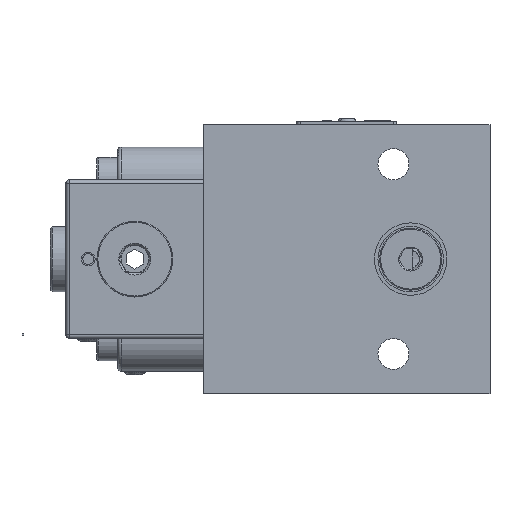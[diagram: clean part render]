
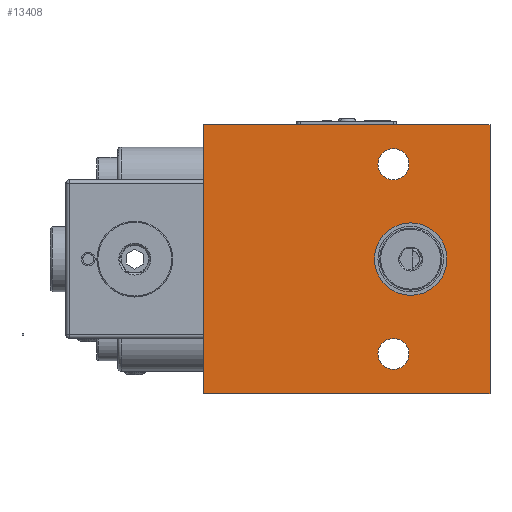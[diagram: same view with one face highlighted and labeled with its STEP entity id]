
A CAD part, left-side view. The second image highlights one B-rep face of the part: STEP entity #13408.
In plain terms, the highlighted planar face has unit normal (-1, 0, 0).
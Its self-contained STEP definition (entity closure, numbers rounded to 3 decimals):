
#64 = ORIENTED_EDGE ( 'NONE', *, *, #3517, .F. ) ;
#79 = FACE_OUTER_BOUND ( 'NONE', #15129, .T. ) ;
#189 = EDGE_CURVE ( 'NONE', #9576, #217, #16244, .T. ) ;
#217 = VERTEX_POINT ( 'NONE', #11866 ) ;
#226 = CARTESIAN_POINT ( 'NONE',  ( -85.628, -43.879, 22.1 ) ) ;
#236 = DIRECTION ( 'NONE',  ( 0., 0., 1. ) ) ;
#298 = CARTESIAN_POINT ( 'NONE',  ( -85.628, -71.879, 38.1 ) ) ;
#554 = ORIENTED_EDGE ( 'NONE', *, *, #3227, .F. ) ;
#1151 = EDGE_CURVE ( 'NONE', #217, #9576, #13048, .T. ) ;
#1293 = CARTESIAN_POINT ( 'NONE',  ( -85.628, 11.121, -39.9 ) ) ;
#1807 = EDGE_CURVE ( 'NONE', #5390, #12070, #4462, .T. ) ;
#2091 = VERTEX_POINT ( 'NONE', #1293 ) ;
#2129 = CIRCLE ( 'NONE', #12351, 4.5 ) ;
#2586 = CARTESIAN_POINT ( 'NONE',  ( -85.628, -43.879, 26.6 ) ) ;
#3215 = DIRECTION ( 'NONE',  ( 0., 0., 1. ) ) ;
#3227 = EDGE_CURVE ( 'NONE', #10739, #9169, #16577, .T. ) ;
#3249 = DIRECTION ( 'NONE',  ( 0., 0., 1. ) ) ;
#3517 = EDGE_CURVE ( 'NONE', #2091, #5390, #13197, .T. ) ;
#3755 = ORIENTED_EDGE ( 'NONE', *, *, #12916, .F. ) ;
#3904 = EDGE_CURVE ( 'NONE', #11758, #10197, #2129, .T. ) ;
#4462 = LINE ( 'NONE', #10677, #15787 ) ;
#5390 = VERTEX_POINT ( 'NONE', #14437 ) ;
#5574 = DIRECTION ( 'NONE',  ( -1., 0., 0. ) ) ;
#6026 = VECTOR ( 'NONE', #9434, 1000. ) ;
#6400 = DIRECTION ( 'NONE',  ( -1., 0., 0. ) ) ;
#6450 = ORIENTED_EDGE ( 'NONE', *, *, #1151, .F. ) ;
#6744 = FACE_BOUND ( 'NONE', #17130, .T. ) ;
#6806 = CARTESIAN_POINT ( 'NONE',  ( -85.628, -71.879, -39.9 ) ) ;
#7274 = DIRECTION ( 'NONE',  ( 0., 0., -1. ) ) ;
#7443 = CARTESIAN_POINT ( 'NONE',  ( -85.628, 11.121, -39.9 ) ) ;
#7453 = ORIENTED_EDGE ( 'NONE', *, *, #14688, .T. ) ;
#7716 = ORIENTED_EDGE ( 'NONE', *, *, #1807, .F. ) ;
#7724 = EDGE_LOOP ( 'NONE', ( #14667, #8082 ) ) ;
#7814 = LINE ( 'NONE', #15101, #15147 ) ;
#7934 = AXIS2_PLACEMENT_3D ( 'NONE', #10335, #6400, #15589 ) ;
#8082 = ORIENTED_EDGE ( 'NONE', *, *, #3904, .F. ) ;
#8321 = ORIENTED_EDGE ( 'NONE', *, *, #12378, .T. ) ;
#8399 = FACE_BOUND ( 'NONE', #7724, .T. ) ;
#8744 = EDGE_LOOP ( 'NONE', ( #554, #3755 ) ) ;
#8987 = ORIENTED_EDGE ( 'NONE', *, *, #189, .F. ) ;
#9132 = DIRECTION ( 'NONE',  ( -1., 0., 0. ) ) ;
#9169 = VERTEX_POINT ( 'NONE', #12343 ) ;
#9297 = CIRCLE ( 'NONE', #7934, 4.5 ) ;
#9434 = DIRECTION ( 'NONE',  ( 0., -1., 0. ) ) ;
#9576 = VERTEX_POINT ( 'NONE', #226 ) ;
#9657 = CIRCLE ( 'NONE', #14051, 10.5 ) ;
#10026 = DIRECTION ( 'NONE',  ( 0., 0., 1. ) ) ;
#10170 = LINE ( 'NONE', #13241, #6026 ) ;
#10197 = VERTEX_POINT ( 'NONE', #15222 ) ;
#10228 = AXIS2_PLACEMENT_3D ( 'NONE', #16235, #5574, #236 ) ;
#10335 = CARTESIAN_POINT ( 'NONE',  ( -85.628, -43.879, -28.4 ) ) ;
#10509 = DIRECTION ( 'NONE',  ( 0., 0., 1. ) ) ;
#10525 = DIRECTION ( 'NONE',  ( 0., 0., 1. ) ) ;
#10677 = CARTESIAN_POINT ( 'NONE',  ( -85.628, 11.121, 38.1 ) ) ;
#10739 = VERTEX_POINT ( 'NONE', #15259 ) ;
#11449 = DIRECTION ( 'NONE',  ( 1., 0., 0. ) ) ;
#11758 = VERTEX_POINT ( 'NONE', #12320 ) ;
#11866 = CARTESIAN_POINT ( 'NONE',  ( -85.628, -43.879, 31.1 ) ) ;
#12070 = VERTEX_POINT ( 'NONE', #298 ) ;
#12320 = CARTESIAN_POINT ( 'NONE',  ( -85.628, -43.879, -32.9 ) ) ;
#12343 = CARTESIAN_POINT ( 'NONE',  ( -85.628, -48.879, -11.4 ) ) ;
#12351 = AXIS2_PLACEMENT_3D ( 'NONE', #12714, #15616, #10026 ) ;
#12378 = EDGE_CURVE ( 'NONE', #14150, #12070, #7814, .T. ) ;
#12634 = DIRECTION ( 'NONE',  ( -1., 0., 0. ) ) ;
#12693 = CARTESIAN_POINT ( 'NONE',  ( -85.628, -48.879, -0.9 ) ) ;
#12714 = CARTESIAN_POINT ( 'NONE',  ( -85.628, -43.879, -28.4 ) ) ;
#12916 = EDGE_CURVE ( 'NONE', #9169, #10739, #9657, .T. ) ;
#12982 = CARTESIAN_POINT ( 'NONE',  ( -85.628, -43.879, 26.6 ) ) ;
#13048 = CIRCLE ( 'NONE', #16185, 4.5 ) ;
#13197 = LINE ( 'NONE', #14233, #13407 ) ;
#13215 = FACE_BOUND ( 'NONE', #8744, .T. ) ;
#13241 = CARTESIAN_POINT ( 'NONE',  ( -85.628, 11.121, -39.9 ) ) ;
#13407 = VECTOR ( 'NONE', #14172, 1000. ) ;
#13408 = ADVANCED_FACE ( 'NONE', ( #6744, #13215, #79, #8399 ), #16684, .F. ) ;
#13420 = DIRECTION ( 'NONE',  ( 0., -1., 0. ) ) ;
#13555 = AXIS2_PLACEMENT_3D ( 'NONE', #2586, #17257, #10509 ) ;
#14051 = AXIS2_PLACEMENT_3D ( 'NONE', #12693, #12634, #3249 ) ;
#14150 = VERTEX_POINT ( 'NONE', #6806 ) ;
#14172 = DIRECTION ( 'NONE',  ( 0., 0., 1. ) ) ;
#14233 = CARTESIAN_POINT ( 'NONE',  ( -85.628, 11.121, -39.9 ) ) ;
#14437 = CARTESIAN_POINT ( 'NONE',  ( -85.628, 11.121, 38.1 ) ) ;
#14667 = ORIENTED_EDGE ( 'NONE', *, *, #16201, .F. ) ;
#14688 = EDGE_CURVE ( 'NONE', #2091, #14150, #10170, .T. ) ;
#15101 = CARTESIAN_POINT ( 'NONE',  ( -85.628, -71.879, -39.9 ) ) ;
#15129 = EDGE_LOOP ( 'NONE', ( #8321, #7716, #64, #7453 ) ) ;
#15147 = VECTOR ( 'NONE', #3215, 1000. ) ;
#15222 = CARTESIAN_POINT ( 'NONE',  ( -85.628, -43.879, -23.9 ) ) ;
#15259 = CARTESIAN_POINT ( 'NONE',  ( -85.628, -48.879, 9.6 ) ) ;
#15589 = DIRECTION ( 'NONE',  ( 0., 0., 1. ) ) ;
#15616 = DIRECTION ( 'NONE',  ( -1., 0., 0. ) ) ;
#15787 = VECTOR ( 'NONE', #13420, 1000. ) ;
#16185 = AXIS2_PLACEMENT_3D ( 'NONE', #12982, #9132, #10525 ) ;
#16201 = EDGE_CURVE ( 'NONE', #10197, #11758, #9297, .T. ) ;
#16235 = CARTESIAN_POINT ( 'NONE',  ( -85.628, -48.879, -0.9 ) ) ;
#16244 = CIRCLE ( 'NONE', #13555, 4.5 ) ;
#16577 = CIRCLE ( 'NONE', #10228, 10.5 ) ;
#16684 = PLANE ( 'NONE',  #17206 ) ;
#17130 = EDGE_LOOP ( 'NONE', ( #6450, #8987 ) ) ;
#17206 = AXIS2_PLACEMENT_3D ( 'NONE', #7443, #11449, #7274 ) ;
#17257 = DIRECTION ( 'NONE',  ( -1., 0., 0. ) ) ;
